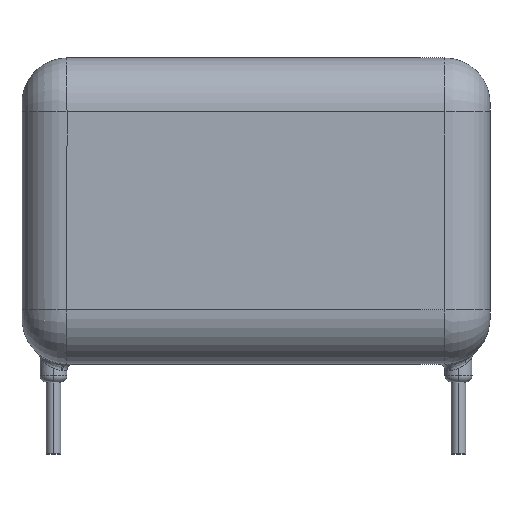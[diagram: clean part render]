
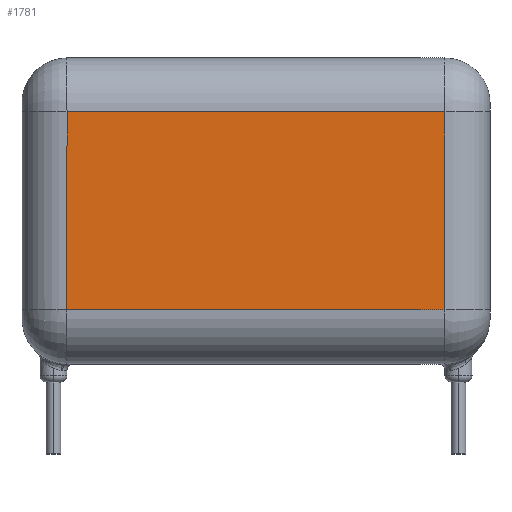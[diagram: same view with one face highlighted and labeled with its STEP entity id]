
A CAD part, top view. The second image highlights one B-rep face of the part: STEP entity #1781.
In plain terms, the highlighted planar face has unit normal (0, 0, 1).
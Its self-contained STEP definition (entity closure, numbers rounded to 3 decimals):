
#223 = CARTESIAN_POINT ( 'NONE',  ( -10.5, 5., 3.9 ) ) ;
#358 = CARTESIAN_POINT ( 'NONE',  ( -10.5, 16., 3.9 ) ) ;
#359 = CARTESIAN_POINT ( 'NONE',  ( 10.5, 16., 3.9 ) ) ;
#958 = DIRECTION ( 'NONE',  ( 0., 1., 0. ) ) ;
#959 = VECTOR ( 'NONE', #958, 1000. ) ;
#960 = CARTESIAN_POINT ( 'NONE',  ( 10.5, 16., 3.9 ) ) ;
#961 = LINE ( 'NONE', #960, #959 ) ;
#967 = DIRECTION ( 'NONE',  ( 0., -1., 0. ) ) ;
#968 = VECTOR ( 'NONE', #967, 1000. ) ;
#969 = CARTESIAN_POINT ( 'NONE',  ( -10.5, 16., 3.9 ) ) ;
#1077 = LINE ( 'NONE', #969, #968 ) ;
#1078 = DIRECTION ( 'NONE',  ( 0., 1., 0. ) ) ;
#1079 = DIRECTION ( 'NONE',  ( 0., 0., -1. ) ) ;
#1080 = CARTESIAN_POINT ( 'NONE',  ( 13., 16., 3.9 ) ) ;
#1081 = AXIS2_PLACEMENT_3D ( 'NONE', #1080, #1079, #1078 ) ;
#1082 = PLANE ( 'NONE',  #1081 ) ;
#1096 = FACE_OUTER_BOUND ( 'NONE', #1804, .T. ) ;
#1616 = EDGE_CURVE ( 'NONE', #1954, #1858, #2294, .T. ) ;
#1781 = ADVANCED_FACE ( 'NONE', ( #1096 ), #1082, .F. ) ;
#1782 = ORIENTED_EDGE ( 'NONE', *, *, #1916, .T. ) ;
#1783 = ORIENTED_EDGE ( 'NONE', *, *, #1784, .T. ) ;
#1784 = EDGE_CURVE ( 'NONE', #1866, #1858, #1077, .T. ) ;
#1785 = ORIENTED_EDGE ( 'NONE', *, *, #1616, .F. ) ;
#1786 = ORIENTED_EDGE ( 'NONE', *, *, #1790, .T. ) ;
#1790 = EDGE_CURVE ( 'NONE', #1954, #1865, #961, .T. ) ;
#1804 = EDGE_LOOP ( 'NONE', ( #1782, #1783, #1785, #1786 ) ) ;
#1858 = VERTEX_POINT ( 'NONE', #223 ) ;
#1865 = VERTEX_POINT ( 'NONE', #359 ) ;
#1866 = VERTEX_POINT ( 'NONE', #358 ) ;
#1916 = EDGE_CURVE ( 'NONE', #1865, #1866, #2524, .T. ) ;
#1954 = VERTEX_POINT ( 'NONE', #2403 ) ;
#2291 = DIRECTION ( 'NONE',  ( -1., 0., 0. ) ) ;
#2292 = VECTOR ( 'NONE', #2291, 1000. ) ;
#2293 = CARTESIAN_POINT ( 'NONE',  ( 13., 5., 3.9 ) ) ;
#2294 = LINE ( 'NONE', #2293, #2292 ) ;
#2403 = CARTESIAN_POINT ( 'NONE',  ( 10.5, 5., 3.9 ) ) ;
#2518 = DIRECTION ( 'NONE',  ( -1., 0., 0. ) ) ;
#2519 = VECTOR ( 'NONE', #2518, 1000. ) ;
#2523 = CARTESIAN_POINT ( 'NONE',  ( 13., 16., 3.9 ) ) ;
#2524 = LINE ( 'NONE', #2523, #2519 ) ;
